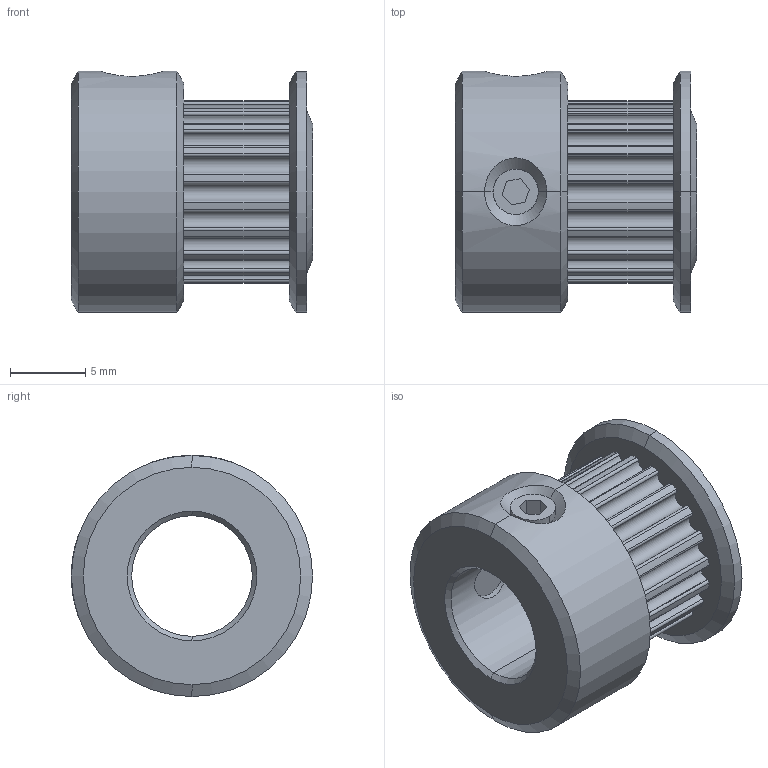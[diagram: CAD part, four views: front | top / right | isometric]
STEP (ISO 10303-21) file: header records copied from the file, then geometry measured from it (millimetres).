
FILE_DESCRIPTION (( 'STEP AP214' ), '1' );
FILE_NAME ('GT2_20T-sh8.STEP', '2017-12-25T16:29:12', ( '' ), ( '' ), 'SwSTEP 2.0', 'SolidWorks 2017', '' );
FILE_SCHEMA (( 'AUTOMOTIVE_DESIGN' ));
Length unit declared in the file: millimetre
Products named in the file (2): GT2_20T-sh8
Bounding box: 16 x 16 x 16 mm (x, y, z)
Volume: 1624.4 mm3; surface area: 1821.5 mm2
Topology: 3 solids, 3 shells, 158 faces, 432 edges, 283 vertices
Faces by surface type: cylinder 119, plane 23, cone 12, bspline 4
Entity records: 7734 total; most frequent: CARTESIAN_POINT 3218, DIRECTION 969, ORIENTED_EDGE 864, EDGE_CURVE 432, AXIS2_PLACEMENT_3D 400, VERTEX_POINT 283, CIRCLE 244, VECTOR 169
